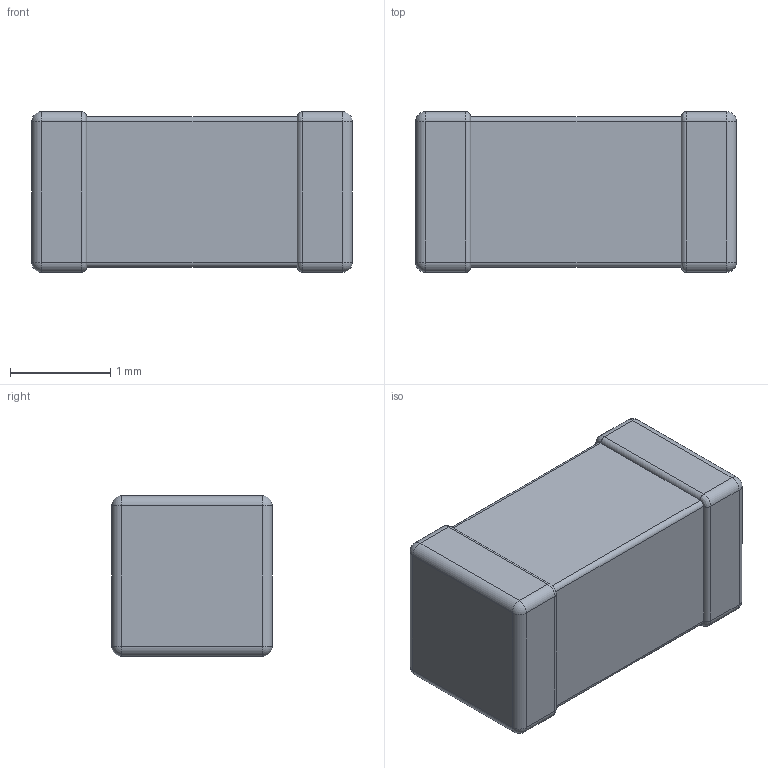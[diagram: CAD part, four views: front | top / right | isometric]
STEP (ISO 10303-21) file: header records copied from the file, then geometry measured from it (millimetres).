
FILE_DESCRIPTION(/* description */ (''),/* implementation_level */ '2;1');
FILE_NAME(/* name */ 'Murata GRM31C.step',/* time_stamp */ '2024-09-05T21:49:29+01:00',/* author */ (''),/* organization */ (''),/* preprocessor_version */ 'ST-DEVELOPER v20',/* originating_system */ 'Autodesk Translation Framework v13.14.0.145',/* authorisation */ '');
FILE_SCHEMA (('AUTOMOTIVE_DESIGN { 1 0 10303 214 3 1 1 }'));
Length unit declared in the file: millimetre
Products named in the file (1): Murata GRM31C
Bounding box: 3.2 x 1.6 x 1.6 mm (x, y, z)
Volume: 7.5 mm3; surface area: 24.2 mm2
Topology: 1 solids, 1 shells, 58 faces, 112 edges, 56 vertices
Faces by surface type: cylinder 28, plane 14, bspline 8, sphere 8
Entity records: 1511 total; most frequent: CARTESIAN_POINT 291, DIRECTION 270, ORIENTED_EDGE 224, EDGE_CURVE 112, AXIS2_PLACEMENT_3D 107, FACE_OUTER_BOUND 58, EDGE_LOOP 58, ADVANCED_FACE 58
